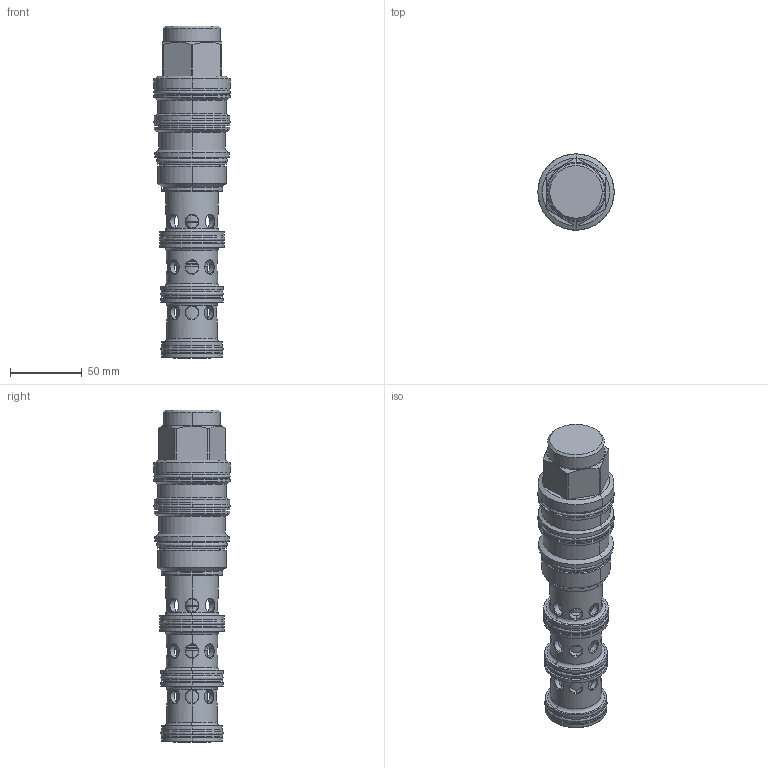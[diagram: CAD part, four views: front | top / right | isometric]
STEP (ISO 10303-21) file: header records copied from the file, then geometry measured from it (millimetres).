
FILE_DESCRIPTION((''),'2;1');
FILE_NAME('DCFF-XXN_PRT','2012-08-15T',('Administrator'),(''),'PRO/ENGINEER BY PARAMETRIC TECHNOLOGY CORPORATION, 2006240','PRO/ENGINEER BY PARAMETRIC TECHNOLOGY CORPORATION, 2006240','');
FILE_SCHEMA(('CONFIG_CONTROL_DESIGN'));
Length unit declared in the file: inch
Products named in the file (1): DCFF-XXN_PRT
Bounding box: 53.09 x 53.09 x 231.09 mm (x, y, z)
Volume: 248101.4 mm3; surface area: 90602.4 mm2
Topology: 5 solids, 11 shells, 595 faces, 1553 edges, 957 vertices
Faces by surface type: cylinder 280, cone 111, plane 109, torus 75, revolution 20
Entity records: 22263 total; most frequent: CARTESIAN_POINT 7489, DIRECTION 3150, ORIENTED_EDGE 3102, EDGE_CURVE 1551, AXIS2_PLACEMENT_3D 1329, VERTEX_POINT 957, CIRCLE 754, EDGE_LOOP 682
